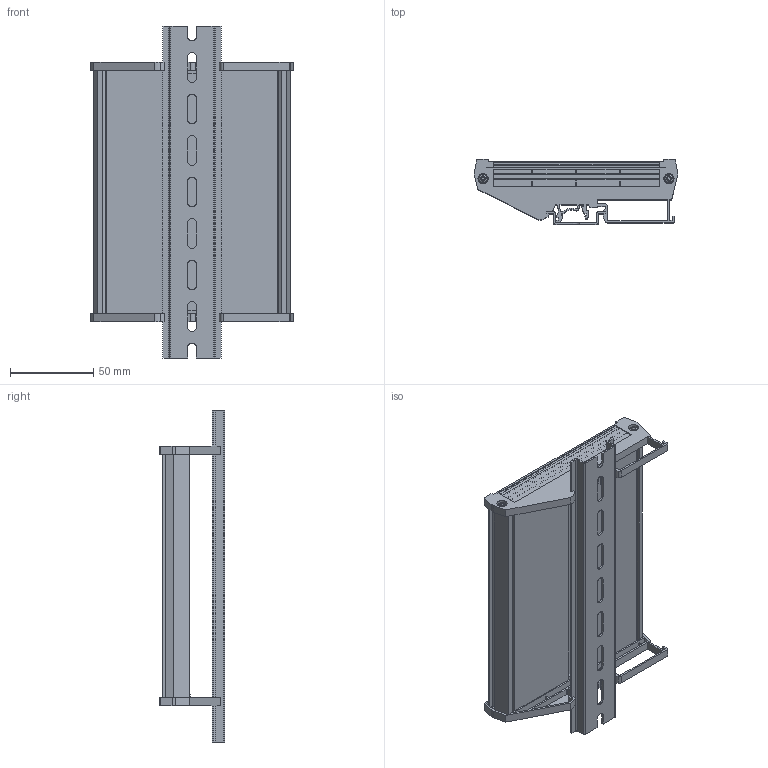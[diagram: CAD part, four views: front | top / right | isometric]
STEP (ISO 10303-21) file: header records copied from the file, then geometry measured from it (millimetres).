
FILE_DESCRIPTION (( 'STEP AP214' ), '1' );
FILE_NAME ('PHCR-PHRKLR-150.STEP', '2022-01-24T11:31:58', ( '' ), ( '' ), 'SwSTEP 2.0', 'SolidWorks 2017', '' );
FILE_SCHEMA (( 'AUTOMOTIVE_DESIGN' ));
Length unit declared in the file: millimetre
Products named in the file (16): Side Screw; PHFL; Rail-150; PHFR; PCB-108; PCB-108_PCB-150; PHCR-PHRKLR-150; Profile - 108_Profile-150; Profile - 108; Rail-150_Rail Length - 150
Assembly tree (9 placements, depth 2):
  Side Screw
  Side Screw
  PHFL
  Rail-150
  PCB-108
Bounding box: 122.3 x 39.3 x 200 mm (x, y, z)
Volume: 94412.6 mm3; surface area: 136670.5 mm2
Topology: 9 solids, 9 shells, 800 faces, 2220 edges, 1465 vertices
Faces by surface type: plane 583, cylinder 169, cone 20, bspline 16, torus 12
Entity records: 24898 total; most frequent: CARTESIAN_POINT 4321, ORIENTED_EDGE 4062, DIRECTION 3789, EDGE_CURVE 2031, VECTOR 1669, LINE 1669, VERTEX_POINT 1348, AXIS2_PLACEMENT_3D 1060
